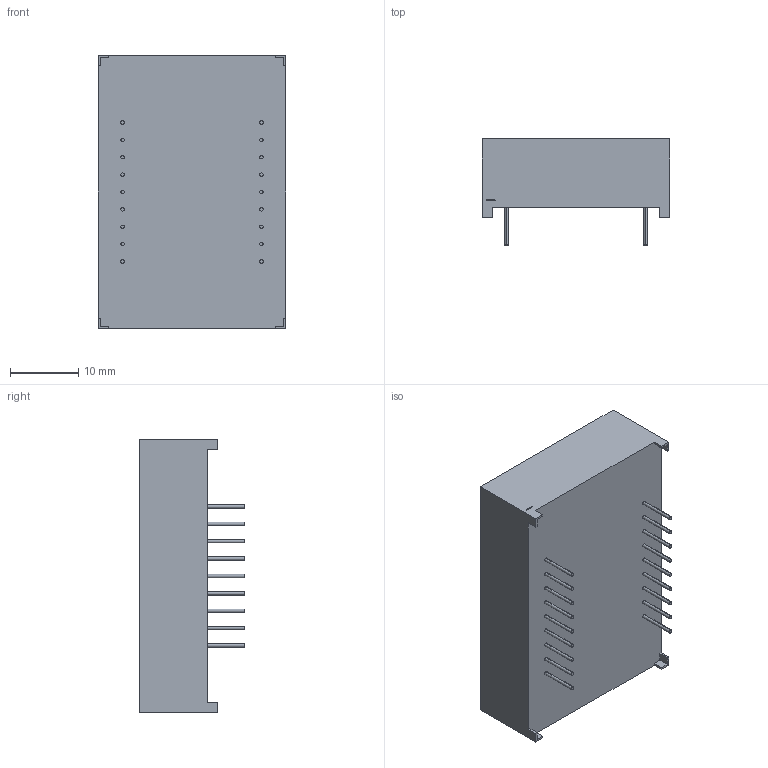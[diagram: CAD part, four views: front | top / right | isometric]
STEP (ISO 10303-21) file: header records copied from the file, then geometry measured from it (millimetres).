
FILE_DESCRIPTION (( 'STEP AP214' ), '1' );
FILE_NAME ('PSA12-11.STEP', '2008-09-07T15:44:48', ( '' ), ( '' ), 'SwSTEP 2.0', 'SolidWorks 2008', '' );
FILE_SCHEMA (( 'AUTOMOTIVE_DESIGN' ));
Length unit declared in the file: millimetre
Products named in the file (1): PSA12-11
Bounding box: 27.5 x 15.5 x 40 mm (x, y, z)
Volume: 10986.8 mm3; surface area: 3779.8 mm2
Topology: 1 solids, 1 shells, 469 faces, 1212 edges, 808 vertices
Faces by surface type: plane 315, bspline 116, cylinder 38
Entity records: 24138 total; most frequent: CARTESIAN_POINT 8878, ORIENTED_EDGE 2424, DIRECTION 1764, EDGE_CURVE 1212, VECTOR 904, LINE 904, VERTEX_POINT 808, EDGE_LOOP 532
